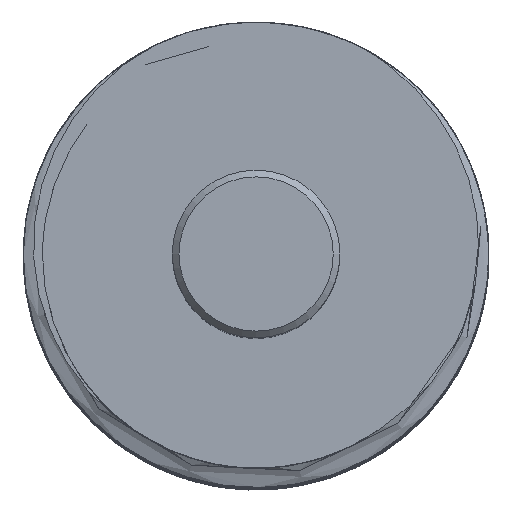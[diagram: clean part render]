
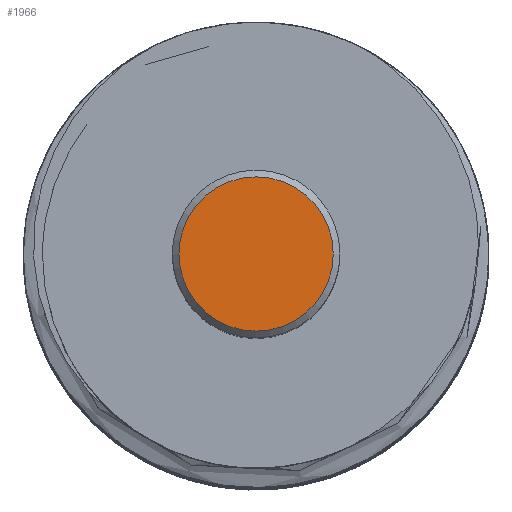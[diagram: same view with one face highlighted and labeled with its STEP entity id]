
A CAD part, top view. The second image highlights one B-rep face of the part: STEP entity #1966.
In plain terms, the highlighted planar face has unit normal (0, 0, 1).
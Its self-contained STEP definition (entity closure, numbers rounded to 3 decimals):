
#17=PLANE('',#2089);
#130=FACE_OUTER_BOUND('',#238,.T.);
#238=EDGE_LOOP('',(#1582));
#251=CIRCLE('',#2085,2.3);
#850=VERTEX_POINT('',#8258);
#1150=EDGE_CURVE('',#850,#850,#251,.T.);
#1582=ORIENTED_EDGE('',*,*,#1150,.F.);
#1966=ADVANCED_FACE('',(#130),#17,.T.);
#2085=AXIS2_PLACEMENT_3D('',#8259,#2391,#2392);
#2089=AXIS2_PLACEMENT_3D('',#8267,#2401,#2402);
#2391=DIRECTION('center_axis',(0.,0.,-1.));
#2392=DIRECTION('ref_axis',(1.,0.,0.));
#2401=DIRECTION('center_axis',(0.,0.,1.));
#2402=DIRECTION('ref_axis',(1.,0.,0.));
#8258=CARTESIAN_POINT('',(-2.3,0.,64.));
#8259=CARTESIAN_POINT('Origin',(0.,0.,64.));
#8267=CARTESIAN_POINT('Origin',(0.,0.,64.));
